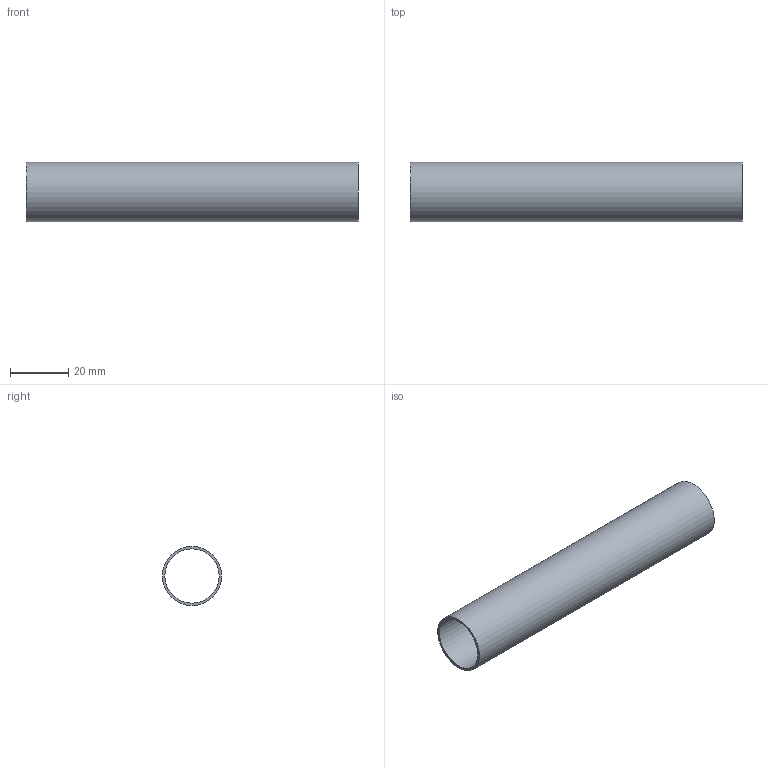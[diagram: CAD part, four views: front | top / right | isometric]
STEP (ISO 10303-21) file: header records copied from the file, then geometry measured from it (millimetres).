
FILE_DESCRIPTION(/* description */ (''),/* implementation_level */ '2;1');
FILE_NAME(/* name */ 'SLEEVE EXT..step',/* time_stamp */ '2020-10-12T11:40:48+02:00',/* author */ (''),/* organization */ (''),/* preprocessor_version */ 'ST-DEVELOPER v18.1',/* originating_system */ 'Autodesk Translation Framework v9.3.0.1241',/* authorisation */ '');
FILE_SCHEMA (('AUTOMOTIVE_DESIGN { 1 0 10303 214 3 1 1 }'));
Length unit declared in the file: millimetre
Products named in the file (1): Pièce à main V15
Bounding box: 113.8 x 20.25 x 20.25 mm (x, y, z)
Volume: 5562.9 mm3; surface area: 14005 mm2
Topology: 1 solids, 1 shells, 4 faces, 6 edges, 4 vertices
Faces by surface type: cylinder 2, plane 2
Full cylindrical faces by diameter (mm): 18.65 x1, 20.25 x1
Entity records: 204 total; most frequent: DIRECTION 20, CARTESIAN_POINT 15, PRESENTATION_STYLE_ASSIGNMENT 13, SURFACE_STYLE_USAGE 13, SURFACE_SIDE_STYLE 13, SURFACE_STYLE_FILL_AREA 13, FILL_AREA_STYLE 13, FILL_AREA_STYLE_COLOUR 13
